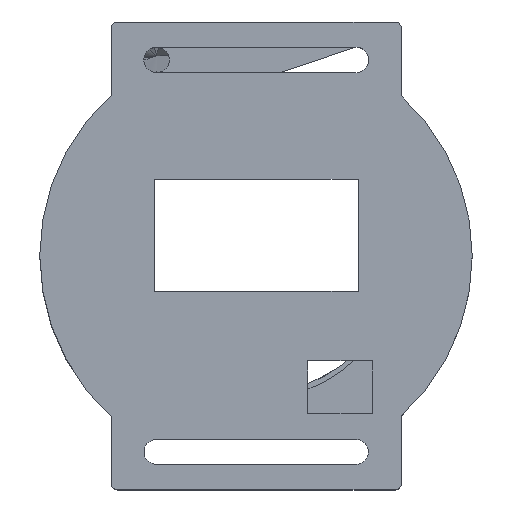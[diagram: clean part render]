
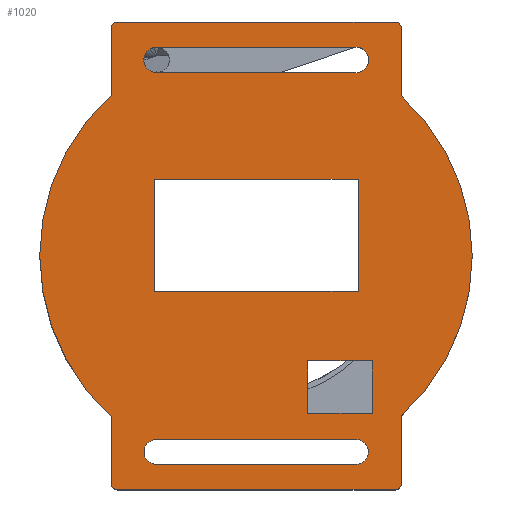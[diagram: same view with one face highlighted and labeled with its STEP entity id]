
A CAD part, top view. The second image highlights one B-rep face of the part: STEP entity #1020.
In plain terms, the highlighted planar face has unit normal (0, 0, 1).
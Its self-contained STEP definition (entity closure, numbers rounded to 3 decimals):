
#994 = VERTEX_POINT('',#995);
#995 = CARTESIAN_POINT('',(-7.841,0.506,2.5));
#1001 = EDGE_CURVE('',#994,#1002,#1004,.T.);
#1002 = VERTEX_POINT('',#1003);
#1003 = CARTESIAN_POINT('',(8.529,0.506,2.5));
#1004 = LINE('',#1005,#1006);
#1005 = CARTESIAN_POINT('',(-7.841,0.506,2.5));
#1006 = VECTOR('',#1007,1.);
#1007 = DIRECTION('',(1.,0.,0.));
#1020 = ADVANCED_FACE('',(#1021,#1125,#1150,#1186,#1222),#1256,.T.);
#1021 = FACE_BOUND('',#1022,.T.);
#1022 = EDGE_LOOP('',(#1023,#1033,#1042,#1050,#1059,#1067,#1076,#1084,
    #1093,#1101,#1110,#1118));
#1023 = ORIENTED_EDGE('',*,*,#1024,.T.);
#1024 = EDGE_CURVE('',#1025,#1027,#1029,.T.);
#1025 = VERTEX_POINT('',#1026);
#1026 = CARTESIAN_POINT('',(12.012,-23.928,2.5));
#1027 = VERTEX_POINT('',#1028);
#1028 = CARTESIAN_POINT('',(12.012,-18.492,2.5));
#1029 = LINE('',#1030,#1031);
#1030 = CARTESIAN_POINT('',(12.012,-23.928,2.5));
#1031 = VECTOR('',#1032,1.);
#1032 = DIRECTION('',(0.,1.,0.));
#1033 = ORIENTED_EDGE('',*,*,#1034,.T.);
#1034 = EDGE_CURVE('',#1027,#1035,#1037,.T.);
#1035 = VERTEX_POINT('',#1036);
#1036 = CARTESIAN_POINT('',(12.012,7.212,2.5));
#1037 = CIRCLE('',#1038,17.359);
#1038 = AXIS2_PLACEMENT_3D('',#1039,#1040,#1041);
#1039 = CARTESIAN_POINT('',(0.344,-5.64,2.5));
#1040 = DIRECTION('',(0.,0.,1.));
#1041 = DIRECTION('',(1.,0.,0.));
#1042 = ORIENTED_EDGE('',*,*,#1043,.T.);
#1043 = EDGE_CURVE('',#1035,#1044,#1046,.T.);
#1044 = VERTEX_POINT('',#1045);
#1045 = CARTESIAN_POINT('',(12.012,12.648,2.5));
#1046 = LINE('',#1047,#1048);
#1047 = CARTESIAN_POINT('',(12.012,7.212,2.5));
#1048 = VECTOR('',#1049,1.);
#1049 = DIRECTION('',(0.,1.,0.));
#1050 = ORIENTED_EDGE('',*,*,#1051,.T.);
#1051 = EDGE_CURVE('',#1044,#1052,#1054,.T.);
#1052 = VERTEX_POINT('',#1053);
#1053 = CARTESIAN_POINT('',(11.504,13.156,2.5));
#1054 = CIRCLE('',#1055,0.508);
#1055 = AXIS2_PLACEMENT_3D('',#1056,#1057,#1058);
#1056 = CARTESIAN_POINT('',(11.504,12.648,2.5));
#1057 = DIRECTION('',(0.,0.,1.));
#1058 = DIRECTION('',(1.,0.,0.));
#1059 = ORIENTED_EDGE('',*,*,#1060,.T.);
#1060 = EDGE_CURVE('',#1052,#1061,#1063,.T.);
#1061 = VERTEX_POINT('',#1062);
#1062 = CARTESIAN_POINT('',(-10.816,13.156,2.5));
#1063 = LINE('',#1064,#1065);
#1064 = CARTESIAN_POINT('',(11.504,13.156,2.5));
#1065 = VECTOR('',#1066,1.);
#1066 = DIRECTION('',(-1.,0.,0.));
#1067 = ORIENTED_EDGE('',*,*,#1068,.T.);
#1068 = EDGE_CURVE('',#1061,#1069,#1071,.T.);
#1069 = VERTEX_POINT('',#1070);
#1070 = CARTESIAN_POINT('',(-11.324,12.648,2.5));
#1071 = CIRCLE('',#1072,0.508);
#1072 = AXIS2_PLACEMENT_3D('',#1073,#1074,#1075);
#1073 = CARTESIAN_POINT('',(-10.816,12.648,2.5));
#1074 = DIRECTION('',(0.,0.,1.));
#1075 = DIRECTION('',(1.,0.,0.));
#1076 = ORIENTED_EDGE('',*,*,#1077,.T.);
#1077 = EDGE_CURVE('',#1069,#1078,#1080,.T.);
#1078 = VERTEX_POINT('',#1079);
#1079 = CARTESIAN_POINT('',(-11.324,7.263,2.5));
#1080 = LINE('',#1081,#1082);
#1081 = CARTESIAN_POINT('',(-11.324,12.648,2.5));
#1082 = VECTOR('',#1083,1.);
#1083 = DIRECTION('',(0.,-1.,0.));
#1084 = ORIENTED_EDGE('',*,*,#1085,.T.);
#1085 = EDGE_CURVE('',#1078,#1086,#1088,.T.);
#1086 = VERTEX_POINT('',#1087);
#1087 = CARTESIAN_POINT('',(-11.324,-18.543,2.5));
#1088 = CIRCLE('',#1089,17.396);
#1089 = AXIS2_PLACEMENT_3D('',#1090,#1091,#1092);
#1090 = CARTESIAN_POINT('',(0.344,-5.64,2.5));
#1091 = DIRECTION('',(0.,0.,1.));
#1092 = DIRECTION('',(1.,0.,0.));
#1093 = ORIENTED_EDGE('',*,*,#1094,.T.);
#1094 = EDGE_CURVE('',#1086,#1095,#1097,.T.);
#1095 = VERTEX_POINT('',#1096);
#1096 = CARTESIAN_POINT('',(-11.324,-23.928,2.5));
#1097 = LINE('',#1098,#1099);
#1098 = CARTESIAN_POINT('',(-11.324,-18.543,2.5));
#1099 = VECTOR('',#1100,1.);
#1100 = DIRECTION('',(0.,-1.,0.));
#1101 = ORIENTED_EDGE('',*,*,#1102,.T.);
#1102 = EDGE_CURVE('',#1095,#1103,#1105,.T.);
#1103 = VERTEX_POINT('',#1104);
#1104 = CARTESIAN_POINT('',(-10.816,-24.436,2.5));
#1105 = CIRCLE('',#1106,0.508);
#1106 = AXIS2_PLACEMENT_3D('',#1107,#1108,#1109);
#1107 = CARTESIAN_POINT('',(-10.816,-23.928,2.5));
#1108 = DIRECTION('',(0.,0.,1.));
#1109 = DIRECTION('',(1.,0.,0.));
#1110 = ORIENTED_EDGE('',*,*,#1111,.T.);
#1111 = EDGE_CURVE('',#1103,#1112,#1114,.T.);
#1112 = VERTEX_POINT('',#1113);
#1113 = CARTESIAN_POINT('',(11.504,-24.436,2.5));
#1114 = LINE('',#1115,#1116);
#1115 = CARTESIAN_POINT('',(-10.816,-24.436,2.5));
#1116 = VECTOR('',#1117,1.);
#1117 = DIRECTION('',(1.,0.,0.));
#1118 = ORIENTED_EDGE('',*,*,#1119,.T.);
#1119 = EDGE_CURVE('',#1112,#1025,#1120,.T.);
#1120 = CIRCLE('',#1121,0.508);
#1121 = AXIS2_PLACEMENT_3D('',#1122,#1123,#1124);
#1122 = CARTESIAN_POINT('',(11.504,-23.928,2.5));
#1123 = DIRECTION('',(0.,0.,1.));
#1124 = DIRECTION('',(1.,0.,0.));
#1125 = FACE_BOUND('',#1126,.T.);
#1126 = EDGE_LOOP('',(#1127,#1128,#1136,#1144));
#1127 = ORIENTED_EDGE('',*,*,#1001,.T.);
#1128 = ORIENTED_EDGE('',*,*,#1129,.T.);
#1129 = EDGE_CURVE('',#1002,#1130,#1132,.T.);
#1130 = VERTEX_POINT('',#1131);
#1131 = CARTESIAN_POINT('',(8.529,-8.494,2.5));
#1132 = LINE('',#1133,#1134);
#1133 = CARTESIAN_POINT('',(8.529,0.506,2.5));
#1134 = VECTOR('',#1135,1.);
#1135 = DIRECTION('',(0.,-1.,0.));
#1136 = ORIENTED_EDGE('',*,*,#1137,.T.);
#1137 = EDGE_CURVE('',#1130,#1138,#1140,.T.);
#1138 = VERTEX_POINT('',#1139);
#1139 = CARTESIAN_POINT('',(-7.841,-8.494,2.5));
#1140 = LINE('',#1141,#1142);
#1141 = CARTESIAN_POINT('',(8.529,-8.494,2.5));
#1142 = VECTOR('',#1143,1.);
#1143 = DIRECTION('',(-1.,0.,0.));
#1144 = ORIENTED_EDGE('',*,*,#1145,.T.);
#1145 = EDGE_CURVE('',#1138,#994,#1146,.T.);
#1146 = LINE('',#1147,#1148);
#1147 = CARTESIAN_POINT('',(-7.841,-8.494,2.5));
#1148 = VECTOR('',#1149,1.);
#1149 = DIRECTION('',(0.,1.,0.));
#1150 = FACE_BOUND('',#1151,.F.);
#1151 = EDGE_LOOP('',(#1152,#1163,#1171,#1180));
#1152 = ORIENTED_EDGE('',*,*,#1153,.T.);
#1153 = EDGE_CURVE('',#1154,#1156,#1158,.T.);
#1154 = VERTEX_POINT('',#1155);
#1155 = CARTESIAN_POINT('',(8.353,9.084,2.5));
#1156 = VERTEX_POINT('',#1157);
#1157 = CARTESIAN_POINT('',(8.353,11.132,2.5));
#1158 = CIRCLE('',#1159,1.024);
#1159 = AXIS2_PLACEMENT_3D('',#1160,#1161,#1162);
#1160 = CARTESIAN_POINT('',(8.353,10.108,2.5));
#1161 = DIRECTION('',(0.,0.,1.));
#1162 = DIRECTION('',(1.,0.,0.));
#1163 = ORIENTED_EDGE('',*,*,#1164,.F.);
#1164 = EDGE_CURVE('',#1165,#1156,#1167,.T.);
#1165 = VERTEX_POINT('',#1166);
#1166 = CARTESIAN_POINT('',(-7.665,11.132,2.5));
#1167 = LINE('',#1168,#1169);
#1168 = CARTESIAN_POINT('',(-7.665,11.132,2.5));
#1169 = VECTOR('',#1170,1.);
#1170 = DIRECTION('',(1.,0.,0.));
#1171 = ORIENTED_EDGE('',*,*,#1172,.T.);
#1172 = EDGE_CURVE('',#1165,#1173,#1175,.T.);
#1173 = VERTEX_POINT('',#1174);
#1174 = CARTESIAN_POINT('',(-7.665,9.084,2.5));
#1175 = CIRCLE('',#1176,1.024);
#1176 = AXIS2_PLACEMENT_3D('',#1177,#1178,#1179);
#1177 = CARTESIAN_POINT('',(-7.665,10.108,2.5));
#1178 = DIRECTION('',(0.,0.,1.));
#1179 = DIRECTION('',(1.,0.,0.));
#1180 = ORIENTED_EDGE('',*,*,#1181,.F.);
#1181 = EDGE_CURVE('',#1154,#1173,#1182,.T.);
#1182 = LINE('',#1183,#1184);
#1183 = CARTESIAN_POINT('',(8.353,9.084,2.5));
#1184 = VECTOR('',#1185,1.);
#1185 = DIRECTION('',(-1.,0.,0.));
#1186 = FACE_BOUND('',#1187,.F.);
#1187 = EDGE_LOOP('',(#1188,#1199,#1207,#1216));
#1188 = ORIENTED_EDGE('',*,*,#1189,.T.);
#1189 = EDGE_CURVE('',#1190,#1192,#1194,.T.);
#1190 = VERTEX_POINT('',#1191);
#1191 = CARTESIAN_POINT('',(8.353,-22.396,2.5));
#1192 = VERTEX_POINT('',#1193);
#1193 = CARTESIAN_POINT('',(8.353,-20.38,2.5));
#1194 = CIRCLE('',#1195,1.008);
#1195 = AXIS2_PLACEMENT_3D('',#1196,#1197,#1198);
#1196 = CARTESIAN_POINT('',(8.353,-21.388,2.5));
#1197 = DIRECTION('',(0.,0.,1.));
#1198 = DIRECTION('',(1.,0.,0.));
#1199 = ORIENTED_EDGE('',*,*,#1200,.T.);
#1200 = EDGE_CURVE('',#1192,#1201,#1203,.T.);
#1201 = VERTEX_POINT('',#1202);
#1202 = CARTESIAN_POINT('',(-7.665,-20.38,2.5));
#1203 = LINE('',#1204,#1205);
#1204 = CARTESIAN_POINT('',(8.353,-20.38,2.5));
#1205 = VECTOR('',#1206,1.);
#1206 = DIRECTION('',(-1.,0.,0.));
#1207 = ORIENTED_EDGE('',*,*,#1208,.T.);
#1208 = EDGE_CURVE('',#1201,#1209,#1211,.T.);
#1209 = VERTEX_POINT('',#1210);
#1210 = CARTESIAN_POINT('',(-7.665,-22.396,2.5));
#1211 = CIRCLE('',#1212,1.008);
#1212 = AXIS2_PLACEMENT_3D('',#1213,#1214,#1215);
#1213 = CARTESIAN_POINT('',(-7.665,-21.388,2.5));
#1214 = DIRECTION('',(0.,0.,1.));
#1215 = DIRECTION('',(1.,0.,0.));
#1216 = ORIENTED_EDGE('',*,*,#1217,.T.);
#1217 = EDGE_CURVE('',#1209,#1190,#1218,.T.);
#1218 = LINE('',#1219,#1220);
#1219 = CARTESIAN_POINT('',(-7.665,-22.396,2.5));
#1220 = VECTOR('',#1221,1.);
#1221 = DIRECTION('',(1.,0.,0.));
#1222 = FACE_BOUND('',#1223,.T.);
#1223 = EDGE_LOOP('',(#1224,#1234,#1242,#1250));
#1224 = ORIENTED_EDGE('',*,*,#1225,.T.);
#1225 = EDGE_CURVE('',#1226,#1228,#1230,.T.);
#1226 = VERTEX_POINT('',#1227);
#1227 = CARTESIAN_POINT('',(4.475,-14.081,2.5));
#1228 = VERTEX_POINT('',#1229);
#1229 = CARTESIAN_POINT('',(9.675,-14.081,2.5));
#1230 = LINE('',#1231,#1232);
#1231 = CARTESIAN_POINT('',(4.475,-14.081,2.5));
#1232 = VECTOR('',#1233,1.);
#1233 = DIRECTION('',(1.,0.,0.));
#1234 = ORIENTED_EDGE('',*,*,#1235,.T.);
#1235 = EDGE_CURVE('',#1228,#1236,#1238,.T.);
#1236 = VERTEX_POINT('',#1237);
#1237 = CARTESIAN_POINT('',(9.675,-18.281,2.5));
#1238 = LINE('',#1239,#1240);
#1239 = CARTESIAN_POINT('',(9.675,-14.081,2.5));
#1240 = VECTOR('',#1241,1.);
#1241 = DIRECTION('',(0.,-1.,0.));
#1242 = ORIENTED_EDGE('',*,*,#1243,.T.);
#1243 = EDGE_CURVE('',#1236,#1244,#1246,.T.);
#1244 = VERTEX_POINT('',#1245);
#1245 = CARTESIAN_POINT('',(4.475,-18.281,2.5));
#1246 = LINE('',#1247,#1248);
#1247 = CARTESIAN_POINT('',(9.675,-18.281,2.5));
#1248 = VECTOR('',#1249,1.);
#1249 = DIRECTION('',(-1.,0.,0.));
#1250 = ORIENTED_EDGE('',*,*,#1251,.T.);
#1251 = EDGE_CURVE('',#1244,#1226,#1252,.T.);
#1252 = LINE('',#1253,#1254);
#1253 = CARTESIAN_POINT('',(4.475,-18.281,2.5));
#1254 = VECTOR('',#1255,1.);
#1255 = DIRECTION('',(0.,1.,0.));
#1256 = PLANE('',#1257);
#1257 = AXIS2_PLACEMENT_3D('',#1258,#1259,#1260);
#1258 = CARTESIAN_POINT('',(0.803,-6.055,2.5));
#1259 = DIRECTION('',(0.,0.,1.));
#1260 = DIRECTION('',(1.,0.,0.));
